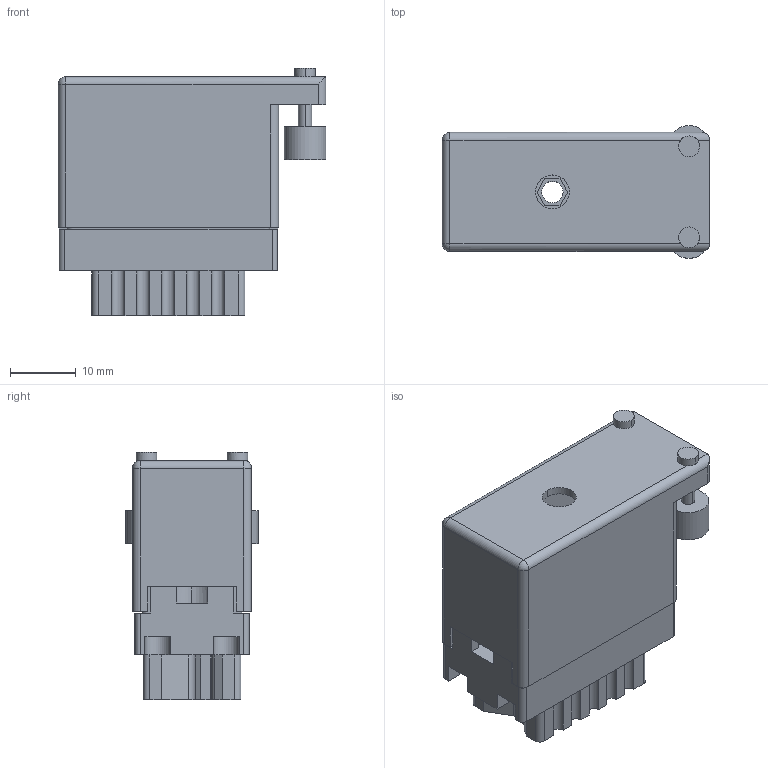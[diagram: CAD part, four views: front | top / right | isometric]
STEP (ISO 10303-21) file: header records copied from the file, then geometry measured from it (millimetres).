
FILE_DESCRIPTION (( 'STEP AP203' ), '1' );
FILE_NAME ('516-020-520-420.STEP', '2020-03-04T19:26:33', ( '' ), ( '' ), 'SwSTEP 2.0', 'SolidWorks 2016', '' );
FILE_SCHEMA (( 'CONFIG_CONTROL_DESIGN' ));
Length unit declared in the file: inch
Products named in the file (4): 516-292-001_520 Contact; 516-230-001_Plastic - 020 Side Entry; 516-020-520-420; 516 Part Receptacle_020
Assembly tree (22 placements, depth 2):
  516-020-520-420
    516 Part Receptacle_020
    516-292-001_520 Contact  x20
    516-230-001_Plastic - 020 Side Entry
Bounding box: 40.87 x 20.24 x 37.77 mm (x, y, z)
Volume: 9588.6 mm3; surface area: 17720.6 mm2
Topology: 22 solids, 22 shells, 2112 faces, 6124 edges, 4062 vertices
Faces by surface type: plane 1286, cylinder 702, bspline 120, cone 2, sphere 2
Entity records: 25991 total; most frequent: CARTESIAN_POINT 4690, ORIENTED_EDGE 4340, DIRECTION 4228, EDGE_CURVE 2170, VECTOR 1558, LINE 1558, VERTEX_POINT 1440, AXIS2_PLACEMENT_3D 1335
